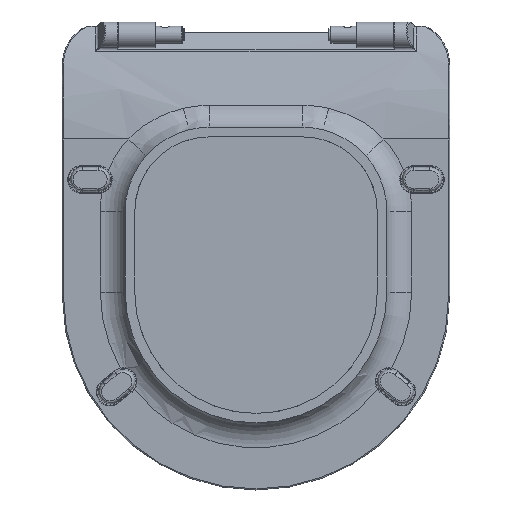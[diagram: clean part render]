
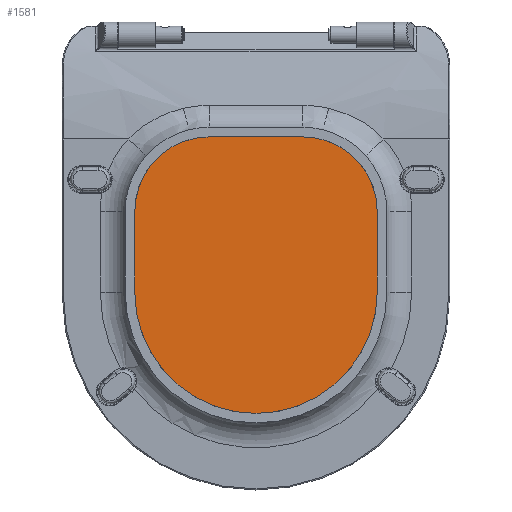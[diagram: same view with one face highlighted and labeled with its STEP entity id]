
A CAD part, front view. The second image highlights one B-rep face of the part: STEP entity #1581.
In plain terms, the highlighted planar face has unit normal (0, -1, 0).
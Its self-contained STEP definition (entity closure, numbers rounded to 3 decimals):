
#98 = CIRCLE ( 'NONE', #7203, 11.5 ) ;
#150 = CARTESIAN_POINT ( 'NONE',  ( 134., -4.5, -125.12 ) ) ;
#354 = CARTESIAN_POINT ( 'NONE',  ( -182., -4.5, -29.62 ) ) ;
#561 = AXIS2_PLACEMENT_3D ( 'NONE', #6494, #2539, #4154 ) ;
#665 = CARTESIAN_POINT ( 'NONE',  ( 134., -4.5, -113.62 ) ) ;
#684 = CIRCLE ( 'NONE', #7510, 182. ) ;
#945 = CIRCLE ( 'NONE', #561, 11.5 ) ;
#1011 = CARTESIAN_POINT ( 'NONE',  ( 134., -4.5, -102.12 ) ) ;
#1018 = DIRECTION ( 'NONE',  ( 0., 0., -1. ) ) ;
#1200 = ORIENTED_EDGE ( 'NONE', *, *, #4688, .F. ) ;
#1258 = ORIENTED_EDGE ( 'NONE', *, *, #1270, .T. ) ;
#1270 = EDGE_CURVE ( 'NONE', #3952, #4805, #684, .T. ) ;
#1386 = CARTESIAN_POINT ( 'NONE',  ( -134., -4.5, -125.12 ) ) ;
#1581 = ADVANCED_FACE ( 'NONE', ( #7673, #5923, #4800 ), #7736, .T. ) ;
#1659 = CARTESIAN_POINT ( 'NONE',  ( 182., -4.5, 127.681 ) ) ;
#1833 = VERTEX_POINT ( 'NONE', #1011 ) ;
#1861 = VECTOR ( 'NONE', #1018, 1000. ) ;
#1969 = DIRECTION ( 'NONE',  ( 0., -1., 0. ) ) ;
#2103 = CARTESIAN_POINT ( 'NONE',  ( -134., -4.5, -102.12 ) ) ;
#2151 = VECTOR ( 'NONE', #6309, 1000. ) ;
#2223 = DIRECTION ( 'NONE',  ( 0., -1., 0. ) ) ;
#2232 = VERTEX_POINT ( 'NONE', #1659 ) ;
#2539 = DIRECTION ( 'NONE',  ( 0., -1., 0. ) ) ;
#2722 = EDGE_CURVE ( 'NONE', #2232, #4805, #3463, .T. ) ;
#3265 = EDGE_LOOP ( 'NONE', ( #1258, #8372, #3772, #6802 ) ) ;
#3368 = LINE ( 'NONE', #4430, #7201 ) ;
#3423 = EDGE_LOOP ( 'NONE', ( #6749, #1200 ) ) ;
#3463 = LINE ( 'NONE', #5696, #1861 ) ;
#3772 = ORIENTED_EDGE ( 'NONE', *, *, #9884, .F. ) ;
#3933 = DIRECTION ( 'NONE',  ( 0., -1., 0. ) ) ;
#3952 = VERTEX_POINT ( 'NONE', #354 ) ;
#4154 = DIRECTION ( 'NONE',  ( 0., 0., -1. ) ) ;
#4430 = CARTESIAN_POINT ( 'NONE',  ( -182., -4.5, 127.681 ) ) ;
#4442 = EDGE_CURVE ( 'NONE', #6954, #7217, #4974, .T. ) ;
#4459 = EDGE_CURVE ( 'NONE', #7217, #6954, #6148, .T. ) ;
#4465 = DIRECTION ( 'NONE',  ( 1., 0., 0. ) ) ;
#4673 = ORIENTED_EDGE ( 'NONE', *, *, #4459, .F. ) ;
#4687 = ORIENTED_EDGE ( 'NONE', *, *, #4442, .F. ) ;
#4688 = EDGE_CURVE ( 'NONE', #1833, #10153, #98, .T. ) ;
#4800 = FACE_OUTER_BOUND ( 'NONE', #3265, .T. ) ;
#4805 = VERTEX_POINT ( 'NONE', #5575 ) ;
#4822 = CARTESIAN_POINT ( 'NONE',  ( -182., -4.5, 127.681 ) ) ;
#4836 = DIRECTION ( 'NONE',  ( 0., 0., -1. ) ) ;
#4863 = VERTEX_POINT ( 'NONE', #4822 ) ;
#4897 = EDGE_CURVE ( 'NONE', #10153, #1833, #945, .T. ) ;
#4974 = CIRCLE ( 'NONE', #10042, 11.5 ) ;
#5575 = CARTESIAN_POINT ( 'NONE',  ( 182., -4.5, -29.62 ) ) ;
#5696 = CARTESIAN_POINT ( 'NONE',  ( 182., -4.5, 0. ) ) ;
#5923 = FACE_BOUND ( 'NONE', #3423, .T. ) ;
#6004 = AXIS2_PLACEMENT_3D ( 'NONE', #8918, #1969, #6678 ) ;
#6132 = DIRECTION ( 'NONE',  ( 0., 0., -1. ) ) ;
#6148 = CIRCLE ( 'NONE', #6004, 11.5 ) ;
#6182 = AXIS2_PLACEMENT_3D ( 'NONE', #8479, #10102, #6132 ) ;
#6309 = DIRECTION ( 'NONE',  ( 0., 0., -1. ) ) ;
#6494 = CARTESIAN_POINT ( 'NONE',  ( 134., -4.5, -113.62 ) ) ;
#6678 = DIRECTION ( 'NONE',  ( 0., 0., -1. ) ) ;
#6749 = ORIENTED_EDGE ( 'NONE', *, *, #4897, .F. ) ;
#6802 = ORIENTED_EDGE ( 'NONE', *, *, #8399, .T. ) ;
#6954 = VERTEX_POINT ( 'NONE', #1386 ) ;
#7201 = VECTOR ( 'NONE', #4465, 1000. ) ;
#7203 = AXIS2_PLACEMENT_3D ( 'NONE', #665, #2223, #7755 ) ;
#7217 = VERTEX_POINT ( 'NONE', #2103 ) ;
#7510 = AXIS2_PLACEMENT_3D ( 'NONE', #9421, #3933, #8553 ) ;
#7673 = FACE_BOUND ( 'NONE', #7947, .T. ) ;
#7736 = PLANE ( 'NONE',  #6182 ) ;
#7755 = DIRECTION ( 'NONE',  ( 0., 0., -1. ) ) ;
#7912 = CARTESIAN_POINT ( 'NONE',  ( -182., -4.5, 0. ) ) ;
#7947 = EDGE_LOOP ( 'NONE', ( #4687, #4673 ) ) ;
#8106 = CARTESIAN_POINT ( 'NONE',  ( -134., -4.5, -113.62 ) ) ;
#8372 = ORIENTED_EDGE ( 'NONE', *, *, #2722, .F. ) ;
#8399 = EDGE_CURVE ( 'NONE', #4863, #3952, #9540, .T. ) ;
#8479 = CARTESIAN_POINT ( 'NONE',  ( -182., -4.5, 0. ) ) ;
#8553 = DIRECTION ( 'NONE',  ( 0., 0., -1. ) ) ;
#8918 = CARTESIAN_POINT ( 'NONE',  ( -134., -4.5, -113.62 ) ) ;
#9421 = CARTESIAN_POINT ( 'NONE',  ( 0., -4.5, -29.62 ) ) ;
#9540 = LINE ( 'NONE', #7912, #2151 ) ;
#9584 = DIRECTION ( 'NONE',  ( 0., -1., 0. ) ) ;
#9884 = EDGE_CURVE ( 'NONE', #4863, #2232, #3368, .T. ) ;
#10042 = AXIS2_PLACEMENT_3D ( 'NONE', #8106, #9584, #4836 ) ;
#10102 = DIRECTION ( 'NONE',  ( 0., -1., 0. ) ) ;
#10153 = VERTEX_POINT ( 'NONE', #150 ) ;
